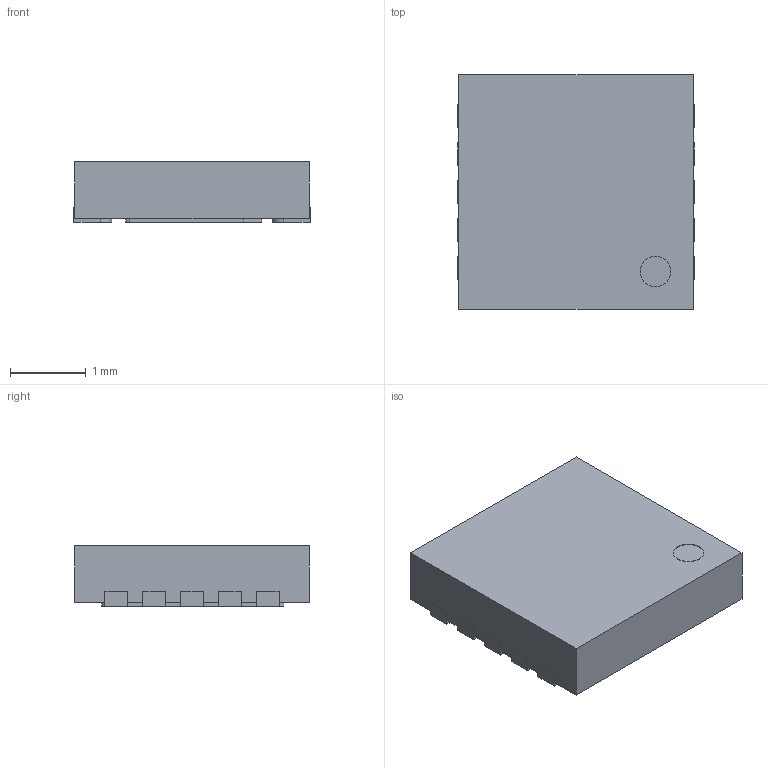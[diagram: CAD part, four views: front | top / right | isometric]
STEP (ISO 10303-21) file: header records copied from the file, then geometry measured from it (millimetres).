
FILE_DESCRIPTION(('FreeCAD Model'),'2;1');
FILE_NAME( 'DFN_10-3x3.step' ,'2016-08-08T18:14:46',('Author'),(''), 'Open CASCADE STEP processor 6.8','FreeCAD','Unknown');
FILE_SCHEMA(('AUTOMOTIVE_DESIGN_CC2 { 1 2 10303 214 -1 1 5 4 }'));
Length unit declared in the file: millimetre
Products named in the file (2): ASSEMBLY; DFN_10-3x3
Assembly tree (1 placements, depth 2):
  ASSEMBLY
    DFN_10-3x3
Bounding box: 3.12 x 3.1 x 0.8 mm (x, y, z)
Volume: 7.5 mm3; surface area: 29.8 mm2
Topology: 1 solids, 1 shells, 78 faces, 222 edges, 148 vertices
Faces by surface type: plane 63, cylinder 15
Entity records: 7006 total; most frequent: CARTESIAN_POINT 2046, DIRECTION 799, LINE 561, VECTOR 561, ORIENTED_EDGE 444, PCURVE 444, DEFINITIONAL_REPRESENTATION 444, EDGE_CURVE 222
